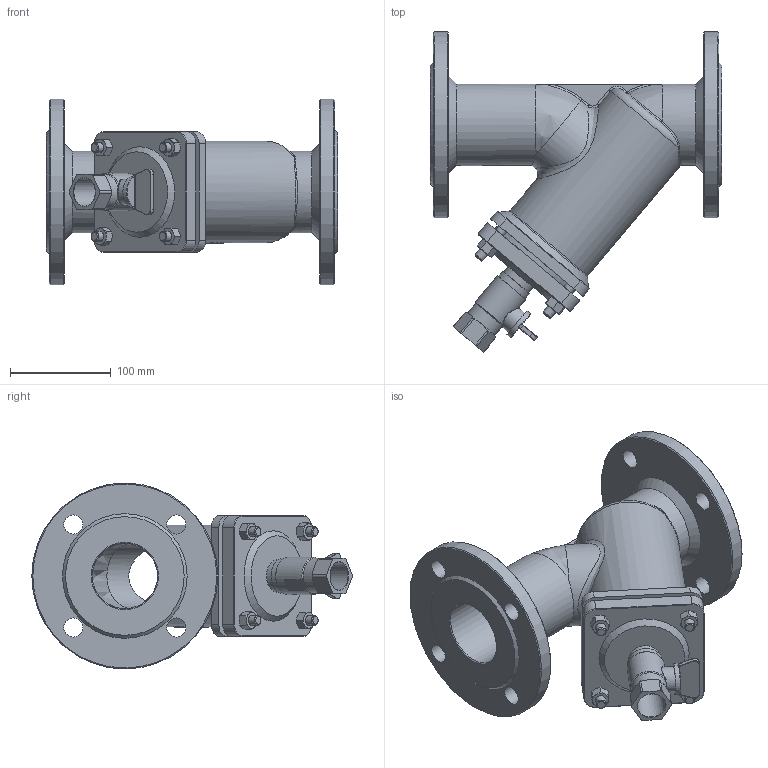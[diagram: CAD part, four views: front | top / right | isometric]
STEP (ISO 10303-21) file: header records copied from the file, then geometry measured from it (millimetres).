
FILE_DESCRIPTION(/* description */ (''),/* implementation_level */ '2;1');
FILE_NAME(/* name */ 'DN65_3D_STEP.stp',/* time_stamp */ '2024-11-30T20:50:23+03:00',/* author */ ('igorr'),/* organization */ (''),/* preprocessor_version */ 'ST-DEVELOPER v20',/* originating_system */ 'Autodesk Inventor 2025',/* authorisation */ '');
FILE_SCHEMA (('AUTOMOTIVE_DESIGN { 1 0 10303 214 3 1 1 }'));
Length unit declared in the file: millimetre
Products named in the file (4): Сборка; Деталь1; Деталь2; ANSI B18.2.4.2M - M10x1,5
Assembly tree (6 placements, depth 2):
  Сборка
    Деталь1
    Деталь2
    ANSI B18.2.4.2M - M10x1,5  x4
Bounding box: 290 x 318.63 x 185 mm (x, y, z)
Volume: 2538102.6 mm3; surface area: 341092.9 mm2
Topology: 6 solids, 6 shells, 365 faces, 873 edges, 537 vertices
Faces by surface type: plane 122, cone 82, cylinder 79, bspline 63, torus 17, sphere 2
Full cylindrical faces by diameter (mm): 8.376 x4, 10 x8, 19 x8, 25 x1, 28 x1, 31 x1, 32 x1, 35 x2, 37 x1, 65 x4, 81 x2, 101 x2, 185 x2
Entity records: 11638 total; most frequent: CARTESIAN_POINT 4505, ORIENTED_EDGE 1434, DIRECTION 1315, EDGE_CURVE 717, AXIS2_PLACEMENT_3D 526, VERTEX_POINT 450, EDGE_LOOP 347, FACE_OUTER_BOUND 296
